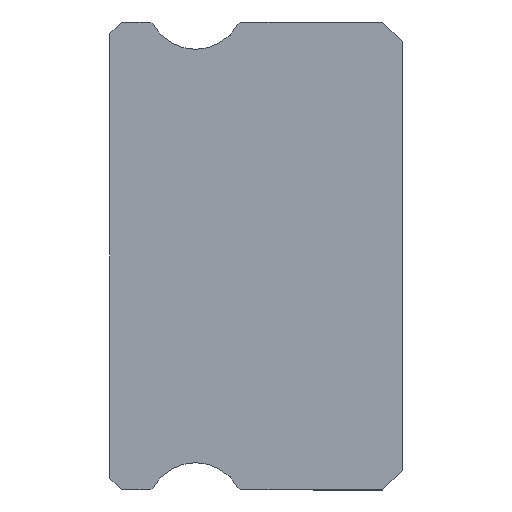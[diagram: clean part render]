
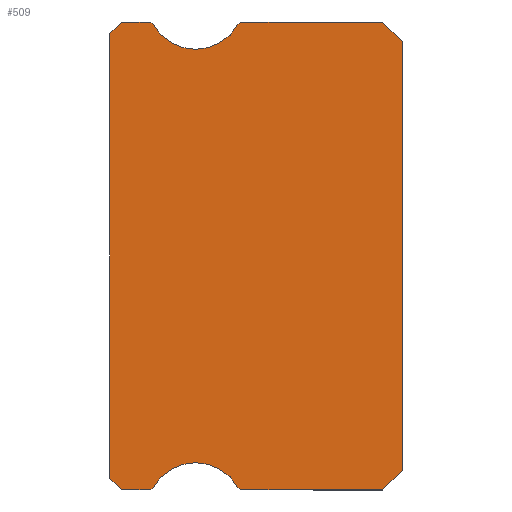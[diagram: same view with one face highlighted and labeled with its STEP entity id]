
A CAD part, left-side view. The second image highlights one B-rep face of the part: STEP entity #509.
In plain terms, the highlighted planar face has unit normal (-1, 0, 0).
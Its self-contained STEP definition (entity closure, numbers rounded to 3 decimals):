
#8 = ORIENTED_EDGE ( 'NONE', *, *, #4553, .F. ) ;
#62 = CARTESIAN_POINT ( 'NONE',  ( -15., 0.5, -6. ) ) ;
#64 = CARTESIAN_POINT ( 'NONE',  ( -15., 7.2, -6. ) ) ;
#71 = DIRECTION ( 'NONE',  ( 1., 0., 0. ) ) ;
#153 = DIRECTION ( 'NONE',  ( 0., 0., -1. ) ) ;
#221 = LINE ( 'NONE', #2671, #5729 ) ;
#227 = CARTESIAN_POINT ( 'NONE',  ( -15., 0., 5.5 ) ) ;
#266 = CARTESIAN_POINT ( 'NONE',  ( -15., 4.088, -5.85 ) ) ;
#336 = AXIS2_PLACEMENT_3D ( 'NONE', #3450, #1508, #153 ) ;
#438 = CIRCLE ( 'NONE', #3102, 1.25 ) ;
#484 = VECTOR ( 'NONE', #2098, 1000. ) ;
#494 = AXIS2_PLACEMENT_3D ( 'NONE', #2341, #3767, #5633 ) ;
#500 = VECTOR ( 'NONE', #2131, 1000. ) ;
#507 = EDGE_CURVE ( 'NONE', #4517, #1052, #3626, .T. ) ;
#509 = ADVANCED_FACE ( 'NONE', ( #872 ), #2230, .F. ) ;
#513 = CARTESIAN_POINT ( 'NONE',  ( -15., 7.5, 5.7 ) ) ;
#697 = EDGE_CURVE ( 'NONE', #4545, #1004, #1981, .T. ) ;
#702 = ORIENTED_EDGE ( 'NONE', *, *, #3155, .F. ) ;
#732 = DIRECTION ( 'NONE',  ( 0., 0., -1. ) ) ;
#872 = FACE_OUTER_BOUND ( 'NONE', #5463, .T. ) ;
#890 = CARTESIAN_POINT ( 'NONE',  ( -15., 6.512, 6. ) ) ;
#891 = VERTEX_POINT ( 'NONE', #2477 ) ;
#981 = VERTEX_POINT ( 'NONE', #1301 ) ;
#1004 = VERTEX_POINT ( 'NONE', #4599 ) ;
#1007 = CARTESIAN_POINT ( 'NONE',  ( -15., 4.217, -5.925 ) ) ;
#1052 = VERTEX_POINT ( 'NONE', #5120 ) ;
#1073 = VERTEX_POINT ( 'NONE', #4809 ) ;
#1190 = CIRCLE ( 'NONE', #2863, 1.25 ) ;
#1252 = DIRECTION ( 'NONE',  ( -1., 0., 0. ) ) ;
#1275 = VECTOR ( 'NONE', #5565, 1000. ) ;
#1299 = EDGE_CURVE ( 'NONE', #4694, #3183, #4385, .T. ) ;
#1301 = CARTESIAN_POINT ( 'NONE',  ( -15., 0., 5.5 ) ) ;
#1306 = ORIENTED_EDGE ( 'NONE', *, *, #1531, .F. ) ;
#1347 = DIRECTION ( 'NONE',  ( 0., 1., 0. ) ) ;
#1349 = DIRECTION ( 'NONE',  ( 0., -0.707, -0.707 ) ) ;
#1428 = ORIENTED_EDGE ( 'NONE', *, *, #507, .F. ) ;
#1469 = CARTESIAN_POINT ( 'NONE',  ( -15., 6.383, -5.925 ) ) ;
#1494 = EDGE_CURVE ( 'NONE', #2785, #3307, #3008, .T. ) ;
#1508 = DIRECTION ( 'NONE',  ( 1., 0., 0. ) ) ;
#1531 = EDGE_CURVE ( 'NONE', #3591, #4694, #438, .T. ) ;
#1603 = ORIENTED_EDGE ( 'NONE', *, *, #5550, .F. ) ;
#1690 = ORIENTED_EDGE ( 'NONE', *, *, #3650, .T. ) ;
#1729 = ORIENTED_EDGE ( 'NONE', *, *, #3379, .F. ) ;
#1780 = VECTOR ( 'NONE', #1347, 1000. ) ;
#1809 = CARTESIAN_POINT ( 'NONE',  ( -15., 6.512, -6. ) ) ;
#1876 = VECTOR ( 'NONE', #4308, 1000. ) ;
#1931 = CARTESIAN_POINT ( 'NONE',  ( -15., 6.512, -6. ) ) ;
#1944 = DIRECTION ( 'NONE',  ( 0., -0.707, -0.707 ) ) ;
#1952 = DIRECTION ( 'NONE',  ( 0., 0., -1. ) ) ;
#1960 = VERTEX_POINT ( 'NONE', #2998 ) ;
#1981 = CIRCLE ( 'NONE', #4254, 0.15 ) ;
#2033 = VERTEX_POINT ( 'NONE', #3057 ) ;
#2034 = DIRECTION ( 'NONE',  ( 0., 0., -1. ) ) ;
#2098 = DIRECTION ( 'NONE',  ( 0., 0., 1. ) ) ;
#2131 = DIRECTION ( 'NONE',  ( 0., 1., 0. ) ) ;
#2146 = DIRECTION ( 'NONE',  ( 0., 0., -1. ) ) ;
#2230 = PLANE ( 'NONE',  #5811 ) ;
#2234 = LINE ( 'NONE', #4189, #3541 ) ;
#2341 = CARTESIAN_POINT ( 'NONE',  ( -15., 5.3, 6.55 ) ) ;
#2386 = ORIENTED_EDGE ( 'NONE', *, *, #3406, .F. ) ;
#2422 = ORIENTED_EDGE ( 'NONE', *, *, #4008, .F. ) ;
#2477 = CARTESIAN_POINT ( 'NONE',  ( -15., 5.3, 5.3 ) ) ;
#2552 = DIRECTION ( 'NONE',  ( -1., 0., 0. ) ) ;
#2561 = LINE ( 'NONE', #227, #484 ) ;
#2611 = DIRECTION ( 'NONE',  ( 1., 0., 0. ) ) ;
#2671 = CARTESIAN_POINT ( 'NONE',  ( -15., 0.5, 6. ) ) ;
#2785 = VERTEX_POINT ( 'NONE', #890 ) ;
#2863 = AXIS2_PLACEMENT_3D ( 'NONE', #4498, #1252, #732 ) ;
#2931 = EDGE_CURVE ( 'NONE', #4923, #1960, #4879, .T. ) ;
#2998 = CARTESIAN_POINT ( 'NONE',  ( -15., 7.2, -6. ) ) ;
#3008 = CIRCLE ( 'NONE', #336, 0.15 ) ;
#3017 = VERTEX_POINT ( 'NONE', #4480 ) ;
#3057 = CARTESIAN_POINT ( 'NONE',  ( -15., 7.2, 6. ) ) ;
#3077 = EDGE_CURVE ( 'NONE', #3017, #981, #2561, .T. ) ;
#3085 = DIRECTION ( 'NONE',  ( 0., 0.707, -0.707 ) ) ;
#3102 = AXIS2_PLACEMENT_3D ( 'NONE', #3420, #2552, #2034 ) ;
#3123 = ORIENTED_EDGE ( 'NONE', *, *, #1299, .F. ) ;
#3155 = EDGE_CURVE ( 'NONE', #1004, #1073, #4617, .T. ) ;
#3183 = VERTEX_POINT ( 'NONE', #5202 ) ;
#3266 = CARTESIAN_POINT ( 'NONE',  ( -15., 7.5, 5.85 ) ) ;
#3307 = VERTEX_POINT ( 'NONE', #4781 ) ;
#3379 = EDGE_CURVE ( 'NONE', #3307, #891, #1190, .T. ) ;
#3406 = EDGE_CURVE ( 'NONE', #1052, #3591, #4733, .T. ) ;
#3411 = LINE ( 'NONE', #1931, #1876 ) ;
#3420 = CARTESIAN_POINT ( 'NONE',  ( -15., 5.3, -6.55 ) ) ;
#3450 = CARTESIAN_POINT ( 'NONE',  ( -15., 6.512, 5.85 ) ) ;
#3475 = ORIENTED_EDGE ( 'NONE', *, *, #1494, .F. ) ;
#3477 = ORIENTED_EDGE ( 'NONE', *, *, #5979, .F. ) ;
#3541 = VECTOR ( 'NONE', #4156, 1000. ) ;
#3591 = VERTEX_POINT ( 'NONE', #1007 ) ;
#3626 = LINE ( 'NONE', #1809, #1780 ) ;
#3650 = EDGE_CURVE ( 'NONE', #1960, #3183, #3411, .T. ) ;
#3767 = DIRECTION ( 'NONE',  ( -1., 0., 0. ) ) ;
#3975 = CARTESIAN_POINT ( 'NONE',  ( -15., 4.217, 5.925 ) ) ;
#4008 = EDGE_CURVE ( 'NONE', #891, #4545, #5809, .T. ) ;
#4120 = CARTESIAN_POINT ( 'NONE',  ( -15., 6.512, 5.85 ) ) ;
#4156 = DIRECTION ( 'NONE',  ( 0., 0.707, -0.707 ) ) ;
#4189 = CARTESIAN_POINT ( 'NONE',  ( -15., 0., -5.5 ) ) ;
#4213 = EDGE_CURVE ( 'NONE', #2785, #2033, #4996, .T. ) ;
#4254 = AXIS2_PLACEMENT_3D ( 'NONE', #4762, #71, #1952 ) ;
#4308 = DIRECTION ( 'NONE',  ( 0., -1., 0. ) ) ;
#4385 = CIRCLE ( 'NONE', #4780, 0.15 ) ;
#4442 = ORIENTED_EDGE ( 'NONE', *, *, #2931, .T. ) ;
#4480 = CARTESIAN_POINT ( 'NONE',  ( -15., 0., -5.5 ) ) ;
#4498 = CARTESIAN_POINT ( 'NONE',  ( -15., 5.3, 6.55 ) ) ;
#4517 = VERTEX_POINT ( 'NONE', #62 ) ;
#4545 = VERTEX_POINT ( 'NONE', #3975 ) ;
#4553 = EDGE_CURVE ( 'NONE', #1073, #981, #221, .T. ) ;
#4596 = CARTESIAN_POINT ( 'NONE',  ( -15., 7.2, 6. ) ) ;
#4599 = CARTESIAN_POINT ( 'NONE',  ( -15., 4.088, 6. ) ) ;
#4617 = LINE ( 'NONE', #4653, #5592 ) ;
#4653 = CARTESIAN_POINT ( 'NONE',  ( -15., 6.512, 6. ) ) ;
#4694 = VERTEX_POINT ( 'NONE', #1469 ) ;
#4733 = CIRCLE ( 'NONE', #5806, 0.15 ) ;
#4762 = CARTESIAN_POINT ( 'NONE',  ( -15., 4.088, 5.85 ) ) ;
#4780 = AXIS2_PLACEMENT_3D ( 'NONE', #5471, #5946, #4961 ) ;
#4781 = CARTESIAN_POINT ( 'NONE',  ( -15., 6.383, 5.925 ) ) ;
#4806 = ORIENTED_EDGE ( 'NONE', *, *, #3077, .T. ) ;
#4809 = CARTESIAN_POINT ( 'NONE',  ( -15., 0.5, 6. ) ) ;
#4820 = VERTEX_POINT ( 'NONE', #513 ) ;
#4879 = LINE ( 'NONE', #64, #5887 ) ;
#4894 = ORIENTED_EDGE ( 'NONE', *, *, #4213, .T. ) ;
#4923 = VERTEX_POINT ( 'NONE', #4926 ) ;
#4926 = CARTESIAN_POINT ( 'NONE',  ( -15., 7.5, -5.7 ) ) ;
#4961 = DIRECTION ( 'NONE',  ( 0., 0., -1. ) ) ;
#4996 = LINE ( 'NONE', #4596, #500 ) ;
#5120 = CARTESIAN_POINT ( 'NONE',  ( -15., 4.088, -6. ) ) ;
#5202 = CARTESIAN_POINT ( 'NONE',  ( -15., 6.512, -6. ) ) ;
#5402 = LINE ( 'NONE', #3266, #1275 ) ;
#5463 = EDGE_LOOP ( 'NONE', ( #5619, #1603, #4442, #1690, #3123, #1306, #2386, #1428, #3477, #4806, #8, #702, #5673, #2422, #1729, #3475, #4894 ) ) ;
#5471 = CARTESIAN_POINT ( 'NONE',  ( -15., 6.512, -5.85 ) ) ;
#5495 = DIRECTION ( 'NONE',  ( 0., 0., -1. ) ) ;
#5506 = VECTOR ( 'NONE', #3085, 1000. ) ;
#5530 = DIRECTION ( 'NONE',  ( 0., -1., 0. ) ) ;
#5550 = EDGE_CURVE ( 'NONE', #4923, #4820, #5402, .T. ) ;
#5565 = DIRECTION ( 'NONE',  ( 0., 0., 1. ) ) ;
#5583 = DIRECTION ( 'NONE',  ( 1., 0., 0. ) ) ;
#5592 = VECTOR ( 'NONE', #5530, 1000. ) ;
#5619 = ORIENTED_EDGE ( 'NONE', *, *, #5857, .T. ) ;
#5633 = DIRECTION ( 'NONE',  ( 0., 0., -1. ) ) ;
#5673 = ORIENTED_EDGE ( 'NONE', *, *, #697, .F. ) ;
#5729 = VECTOR ( 'NONE', #1349, 1000. ) ;
#5806 = AXIS2_PLACEMENT_3D ( 'NONE', #266, #2611, #2146 ) ;
#5809 = CIRCLE ( 'NONE', #494, 1.25 ) ;
#5811 = AXIS2_PLACEMENT_3D ( 'NONE', #4120, #5583, #5495 ) ;
#5850 = LINE ( 'NONE', #5873, #5506 ) ;
#5857 = EDGE_CURVE ( 'NONE', #2033, #4820, #5850, .T. ) ;
#5873 = CARTESIAN_POINT ( 'NONE',  ( -15., 7.5, 5.7 ) ) ;
#5887 = VECTOR ( 'NONE', #1944, 1000. ) ;
#5946 = DIRECTION ( 'NONE',  ( 1., 0., 0. ) ) ;
#5979 = EDGE_CURVE ( 'NONE', #3017, #4517, #2234, .T. ) ;
